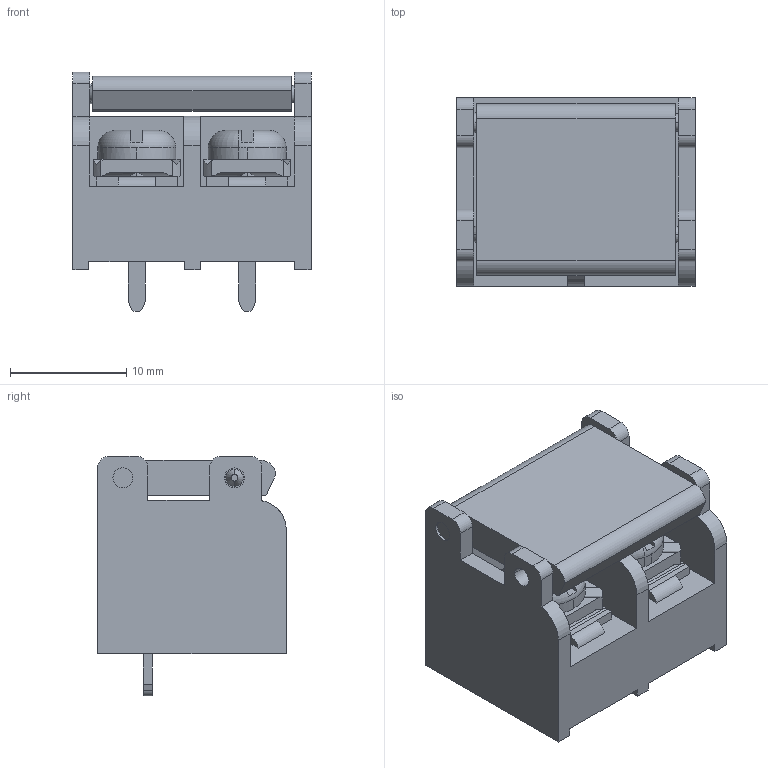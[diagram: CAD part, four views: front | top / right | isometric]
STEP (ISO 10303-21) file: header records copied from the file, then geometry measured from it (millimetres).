
FILE_DESCRIPTION (( 'STEP AP214' ), '1' );
FILE_NAME ('CONN-TH_2P-P9.50_DBT50G-9.5-2P.step', '2024-03-22T09:33:36', ( '' ), ( '' ), 'SwSTEP 2.0', 'SolidWorks 2020', '' );
FILE_SCHEMA (( 'AUTOMOTIVE_DESIGN' ));
Length unit declared in the file: millimetre
Products named in the file (1): CONN-TH_2P-P9.50_DBT50G-9.5-2P
Bounding box: 20.5 x 16.2 x 20.6 mm (x, y, z)
Volume: 3426.1 mm3; surface area: 3527.7 mm2
Topology: 1 solids, 1 shells, 651 faces, 1789 edges, 1156 vertices
Faces by surface type: plane 433, bspline 118, cylinder 87, torus 9, cone 4
Entity records: 29267 total; most frequent: CARTESIAN_POINT 6649, ORIENTED_EDGE 3562, DIRECTION 2588, EDGE_CURVE 1781, VECTOR 1162, LINE 1162, VERTEX_POINT 1156, AXIS2_PLACEMENT_3D 713
